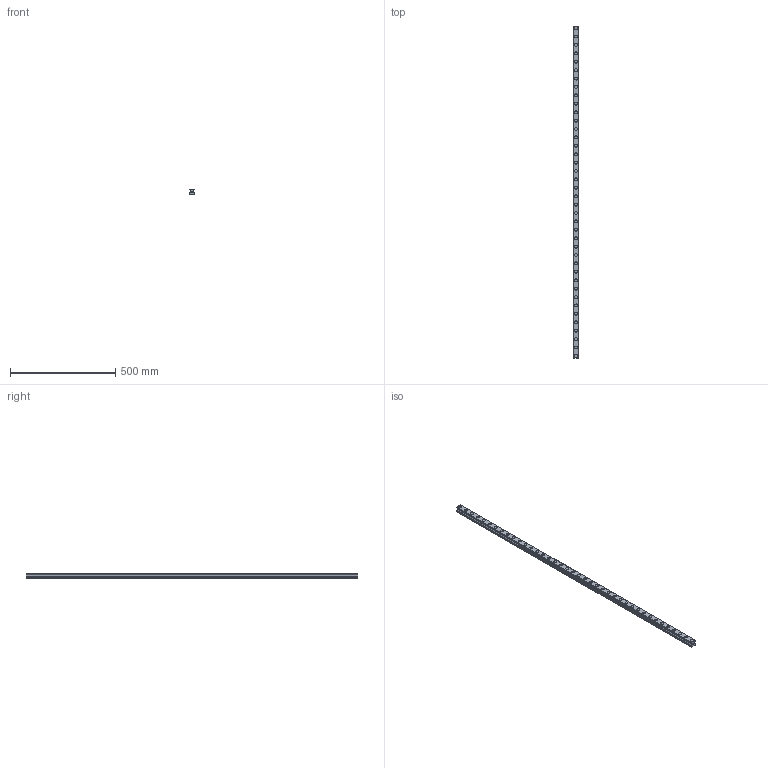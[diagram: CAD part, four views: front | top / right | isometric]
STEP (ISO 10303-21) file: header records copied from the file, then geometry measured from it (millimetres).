
FILE_DESCRIPTION(('STEP AP214'),'1');
FILE_NAME('cctmp_2E64F22F-1184-48E2-BF72-A1604EC9A3CF_2021_03_11_11_35_31_0945..stp','2021-03-11T10:35:32',('HIWIN GmbH'),('CADClick - www.CADClick.com'),'Spatial InterOp 3D',' ','unknown authorization');
FILE_SCHEMA(('AUTOMOTIVE_DESIGN'));
Length unit declared in the file: millimetre
Products named in the file (1): RGR30R1580H_FILE
Bounding box: 28 x 1580 x 28 mm (x, y, z)
Volume: 905364.8 mm3; surface area: 235502.7 mm2
Topology: 1 solids, 1 shells, 475 faces, 1047 edges, 698 vertices
Faces by surface type: cylinder 258, plane 217
Entity records: 17121 total; most frequent: DIRECTION 2515, CARTESIAN_POINT 2221, ORIENTED_EDGE 2094, EDGE_CURVE 1047, AXIS2_PLACEMENT_3D 992, VERTEX_POINT 698, EDGE_LOOP 599, LINE 531
